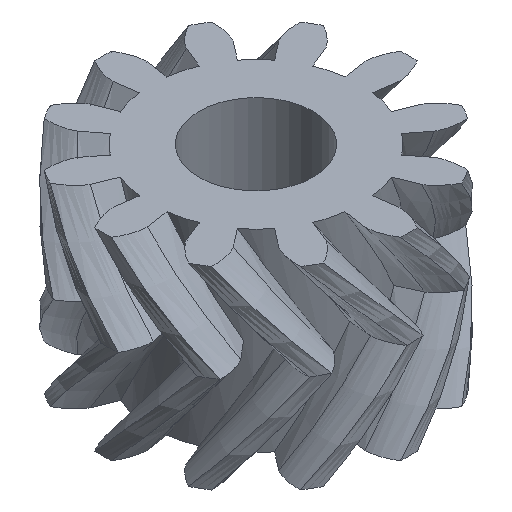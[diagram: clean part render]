
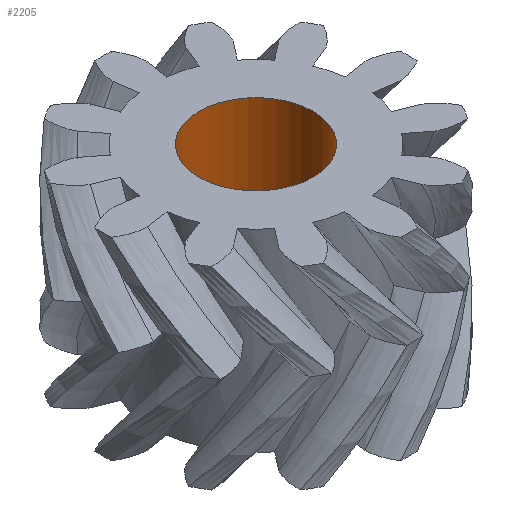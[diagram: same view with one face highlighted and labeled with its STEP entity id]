
A CAD part, isometric view. The second image highlights one B-rep face of the part: STEP entity #2205.
In plain terms, the highlighted cylindrical face has radius 2.92 mm (diameter 5.84 mm), a full revolution.
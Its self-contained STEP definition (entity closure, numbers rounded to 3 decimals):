
#564=FACE_OUTER_BOUND('',#701,.T.);
#701=EDGE_LOOP('',(#1486,#1487,#1488,#1489));
#841=LINE('',#2622,#843);
#843=VECTOR('',#2458,2.92);
#846=CIRCLE('',#2368,2.92);
#847=CIRCLE('',#2369,2.92);
#910=VERTEX_POINT('',#2619);
#911=VERTEX_POINT('',#2621);
#1131=EDGE_CURVE('',#910,#910,#846,.T.);
#1132=EDGE_CURVE('',#910,#911,#841,.T.);
#1133=EDGE_CURVE('',#911,#911,#847,.T.);
#1486=ORIENTED_EDGE('',*,*,#1131,.T.);
#1487=ORIENTED_EDGE('',*,*,#1132,.T.);
#1488=ORIENTED_EDGE('',*,*,#1133,.F.);
#1489=ORIENTED_EDGE('',*,*,#1132,.F.);
#2191=CYLINDRICAL_SURFACE('',#2367,2.92);
#2205=ADVANCED_FACE('',(#564),#2191,.F.);
#2367=AXIS2_PLACEMENT_3D('',#2618,#2454,#2455);
#2368=AXIS2_PLACEMENT_3D('',#2620,#2456,#2457);
#2369=AXIS2_PLACEMENT_3D('',#2623,#2459,#2460);
#2454=DIRECTION('center_axis',(0.,0.,-1.));
#2455=DIRECTION('ref_axis',(-1.,-0.012,0.));
#2456=DIRECTION('center_axis',(0.,0.,-1.));
#2457=DIRECTION('ref_axis',(-1.,-0.012,0.));
#2458=DIRECTION('',(0.,0.,1.));
#2459=DIRECTION('center_axis',(0.,0.,-1.));
#2460=DIRECTION('ref_axis',(-1.,-0.012,0.));
#2618=CARTESIAN_POINT('Origin',(0.,0.,
9.9));
#2619=CARTESIAN_POINT('',(2.92,0.036,5.148));
#2620=CARTESIAN_POINT('Origin',(0.,0.,
5.148));
#2621=CARTESIAN_POINT('',(2.92,0.036,9.9));
#2622=CARTESIAN_POINT('',(2.92,0.036,9.9));
#2623=CARTESIAN_POINT('Origin',(0.,0.,
9.9));
